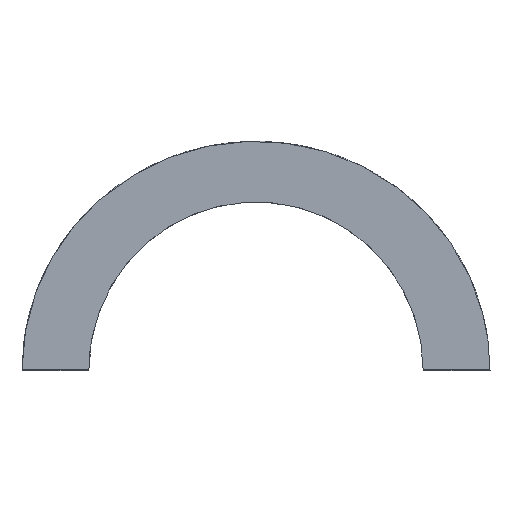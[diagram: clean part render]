
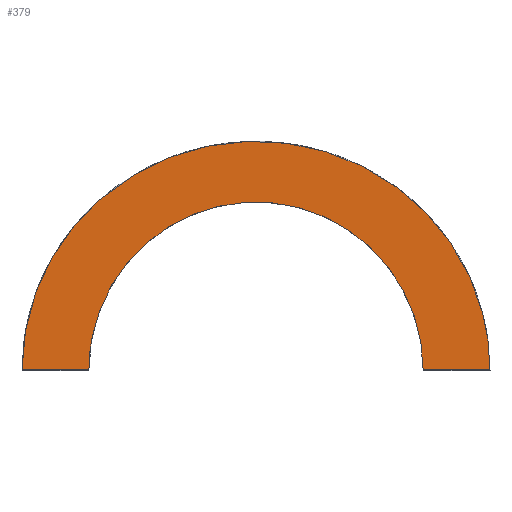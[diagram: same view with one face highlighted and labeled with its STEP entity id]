
A CAD part, top view. The second image highlights one B-rep face of the part: STEP entity #379.
In plain terms, the highlighted planar face has unit normal (0, 0, 1).
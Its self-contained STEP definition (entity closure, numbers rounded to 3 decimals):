
#35=ELLIPSE('',#410,232.,231.);
#36=ELLIPSE('',#412,323.5,316.);
#59=FACE_OUTER_BOUND('',#83,.T.);
#83=EDGE_LOOP('',(#335,#336,#337,#338));
#113=LINE('',#698,#145);
#116=LINE('',#719,#148);
#145=VECTOR('',#487,92.501);
#148=VECTOR('',#494,92.501);
#158=VERTEX_POINT('',#510);
#166=VERTEX_POINT('',#538);
#173=VERTEX_POINT('',#566);
#182=VERTEX_POINT('',#596);
#231=EDGE_CURVE('',#158,#173,#113,.T.);
#234=EDGE_CURVE('',#182,#166,#116,.T.);
#237=EDGE_CURVE('',#182,#173,#35,.T.);
#238=EDGE_CURVE('',#158,#166,#36,.T.);
#335=ORIENTED_EDGE('',*,*,#238,.F.);
#336=ORIENTED_EDGE('',*,*,#231,.T.);
#337=ORIENTED_EDGE('',*,*,#237,.F.);
#338=ORIENTED_EDGE('',*,*,#234,.T.);
#356=PLANE('',#411);
#379=ADVANCED_FACE('',(#59),#356,.T.);
#410=AXIS2_PLACEMENT_3D('',#733,#501,#502);
#411=AXIS2_PLACEMENT_3D('',#734,#503,#504);
#412=AXIS2_PLACEMENT_3D('',#735,#505,#506);
#487=DIRECTION('',(1.,0.,0.));
#494=DIRECTION('',(1.,0.,0.));
#501=DIRECTION('center_axis',(0.,0.,1.));
#502=DIRECTION('ref_axis',(0.,1.,0.));
#503=DIRECTION('center_axis',(0.,0.,1.));
#504=DIRECTION('ref_axis',(1.,0.,0.));
#505=DIRECTION('center_axis',(0.,0.,-1.));
#506=DIRECTION('ref_axis',(-1.,0.,0.));
#510=CARTESIAN_POINT('',(-323.498,2.,1.));
#538=CARTESIAN_POINT('',(323.498,2.,1.));
#566=CARTESIAN_POINT('',(-230.998,2.,1.));
#596=CARTESIAN_POINT('',(230.998,2.,1.));
#698=CARTESIAN_POINT('',(-115.499,2.,1.));
#719=CARTESIAN_POINT('',(161.749,2.,1.));
#733=CARTESIAN_POINT('Origin',(0.,1.,1.));
#734=CARTESIAN_POINT('Origin',(0.,146.578,1.));
#735=CARTESIAN_POINT('Origin',(0.,1.,1.));
